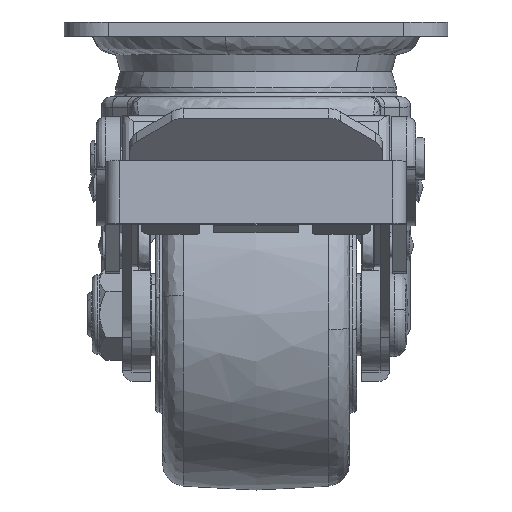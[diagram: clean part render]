
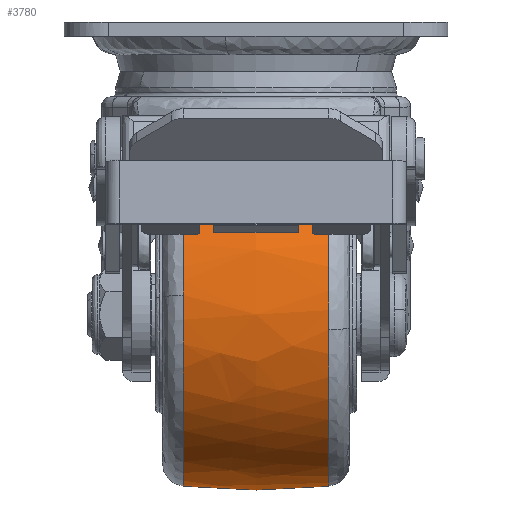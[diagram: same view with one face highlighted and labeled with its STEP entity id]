
A CAD part, left-side view. The second image highlights one B-rep face of the part: STEP entity #3780.
In plain terms, the highlighted free-form (B-spline) face has degree [2, 2] with [3, 7] control points.
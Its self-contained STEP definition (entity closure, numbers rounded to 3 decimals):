
#3488=CARTESIAN_POINT('',(-36.461,15.517,4.141));
#3489=VERTEX_POINT('',#3488);
#3502=CARTESIAN_POINT('',(0.0,15.517,36.695));
#3503=VERTEX_POINT('',#3502);
#3504=CARTESIAN_POINT('',(0.0,15.517,36.695));
#3505=CARTESIAN_POINT('',(-2.02,15.517,36.695));
#3506=CARTESIAN_POINT('',(-5.084,15.517,36.442));
#3507=CARTESIAN_POINT('',(-9.723,15.517,35.463));
#3508=CARTESIAN_POINT('',(-14.098,15.517,34.019));
#3509=CARTESIAN_POINT('',(-18.908,15.517,31.611));
#3510=CARTESIAN_POINT('',(-23.244,15.517,28.549));
#3511=CARTESIAN_POINT('',(-27.261,15.517,24.773));
#3512=CARTESIAN_POINT('',(-30.887,15.517,20.154));
#3513=CARTESIAN_POINT('',(-33.528,15.517,15.223));
#3514=CARTESIAN_POINT('',(-35.486,15.517,9.849));
#3515=CARTESIAN_POINT('',(-36.209,15.517,6.356));
#3516=CARTESIAN_POINT('',(-36.461,15.517,4.141));
#3517=B_SPLINE_CURVE_WITH_KNOTS('',3,(#3504,#3505,#3506,#3507,#3508,#3509,#3510,#3511,#3512,#3513,#3514,#3515,#3516),.UNSPECIFIED.,.F.,.U.,(4,1,1,1,1,1,1,1,1,1,4),(0.,6.059,9.194,14.208,19.85,25.283,30.088,36.357,42.834,46.804,53.491),.UNSPECIFIED.);
#3518=EDGE_CURVE('',#3503,#3489,#3517,.T.);
#3584=CARTESIAN_POINT('',(0.0,15.517,-36.695));
#3585=VERTEX_POINT('',#3584);
#3602=CARTESIAN_POINT('',(-36.461,15.517,4.141));
#3603=CARTESIAN_POINT('',(-36.715,15.517,1.903));
#3604=CARTESIAN_POINT('',(-36.788,15.517,-1.571));
#3605=CARTESIAN_POINT('',(-36.188,15.517,-6.529));
#3606=CARTESIAN_POINT('',(-34.982,15.517,-11.628));
#3607=CARTESIAN_POINT('',(-32.795,15.517,-16.85));
#3608=CARTESIAN_POINT('',(-29.905,15.517,-21.414));
#3609=CARTESIAN_POINT('',(-26.601,15.517,-25.477));
#3610=CARTESIAN_POINT('',(-22.065,15.517,-29.619));
#3611=CARTESIAN_POINT('',(-16.178,15.517,-33.169));
#3612=CARTESIAN_POINT('',(-10.886,15.517,-35.152));
#3613=CARTESIAN_POINT('',(-5.632,15.517,-36.383));
#3614=CARTESIAN_POINT('',(-2.253,15.517,-36.695));
#3615=CARTESIAN_POINT('',(0.0,15.517,-36.695));
#3616=B_SPLINE_CURVE_WITH_KNOTS('',3,(#3602,#3603,#3604,#3605,#3606,#3607,#3608,#3609,#3610,#3611,#3612,#3613,#3614,#3615),.UNSPECIFIED.,.F.,.U.,(4,1,1,1,1,1,1,1,1,1,1,4),(0.,6.758,10.379,14.965,22.448,27.275,31.137,38.137,45.619,51.653,55.033,61.791),.UNSPECIFIED.);
#3617=EDGE_CURVE('',#3489,#3585,#3616,.T.);
#3653=CARTESIAN_POINT('',(0.0,-15.517,-36.695));
#3654=VERTEX_POINT('',#3653);
#3655=CARTESIAN_POINT('',(0.0,-15.517,-36.695));
#3656=CARTESIAN_POINT('',(0.0,-10.847,-37.181));
#3657=CARTESIAN_POINT('',(0.0,-0.488,-37.769));
#3658=CARTESIAN_POINT('',(0.0,9.88,-37.282));
#3659=CARTESIAN_POINT('',(0.0,15.517,-36.695));
#3660=B_SPLINE_CURVE_WITH_KNOTS('',3,(#3655,#3656,#3657,#3658,#3659),.UNSPECIFIED.,.F.,.U.,(4,1,4),(0.,14.088,31.09),.UNSPECIFIED.);
#3661=EDGE_CURVE('',#3654,#3585,#3660,.T.);
#3665=CARTESIAN_POINT('',(0.0,-15.517,36.695));
#3666=VERTEX_POINT('',#3665);
#3667=CARTESIAN_POINT('',(0.0,-15.517,36.695));
#3668=CARTESIAN_POINT('',(0.0,-5.209,37.768));
#3669=CARTESIAN_POINT('',(0.0,5.209,37.768));
#3670=CARTESIAN_POINT('',(0.0,15.517,36.695));
#3671=B_SPLINE_CURVE_WITH_KNOTS('',3,(#3667,#3668,#3669,#3670),.UNSPECIFIED.,.F.,.U.,(4,4),(0.,31.09),.UNSPECIFIED.);
#3672=EDGE_CURVE('',#3666,#3503,#3671,.T.);
#3710=CARTESIAN_POINT('',(1.021,-17.058,36.527));
#3711=CARTESIAN_POINT('',(1.076,0.,38.479));
#3712=CARTESIAN_POINT('',(1.021,17.058,36.527));
#3713=CARTESIAN_POINT('',(0.514,-17.058,36.527));
#3714=CARTESIAN_POINT('',(0.541,0.,38.479));
#3715=CARTESIAN_POINT('',(0.514,17.058,36.527));
#3716=CARTESIAN_POINT('',(-36.527,-17.058,36.527));
#3717=CARTESIAN_POINT('',(-38.479,0.,38.479));
#3718=CARTESIAN_POINT('',(-36.527,17.058,36.527));
#3719=CARTESIAN_POINT('',(-36.527,-17.058,0.));
#3720=CARTESIAN_POINT('',(-38.479,0.,0.));
#3721=CARTESIAN_POINT('',(-36.527,17.058,0.));
#3722=CARTESIAN_POINT('',(-36.527,-17.058,-36.527));
#3723=CARTESIAN_POINT('',(-38.479,0.,-38.479));
#3724=CARTESIAN_POINT('',(-36.527,17.058,-36.527));
#3725=CARTESIAN_POINT('',(0.514,-17.058,-36.527));
#3726=CARTESIAN_POINT('',(0.541,0.,-38.479));
#3727=CARTESIAN_POINT('',(0.514,17.058,-36.527));
#3728=CARTESIAN_POINT('',(1.021,-17.058,-36.527));
#3729=CARTESIAN_POINT('',(1.076,0.,-38.479));
#3730=CARTESIAN_POINT('',(1.021,17.058,-36.527));
#3738=(BOUNDED_SURFACE()B_SPLINE_SURFACE(2,2,((#3710,#3713,#3716,#3719,#3722,#3725,#3728),(#3711,#3714,#3717,#3720,#3723,#3726,#3729),(#3712,#3715,#3718,#3721,#3724,#3727,#3730)),.UNSPECIFIED.,.F.,.F.,.U.)B_SPLINE_SURFACE_WITH_KNOTS((3,3),(3,1,2,1,3),(0.0,34.227),(0.0,1.243,63.375,125.507,126.749),.UNSPECIFIED.)GEOMETRIC_REPRESENTATION_ITEM()RATIONAL_B_SPLINE_SURFACE(((0.888,0.883,0.621,0.878,0.621,0.883,0.888),(0.882,0.877,0.617,0.872,0.617,0.877,0.882),(0.888,0.883,0.621,0.878,0.621,0.883,0.888)))REPRESENTATION_ITEM('')SURFACE());
#3739=ORIENTED_EDGE('',*,*,#3661,.F.);
#3740=CARTESIAN_POINT('',(-36.553,-15.517,-3.224));
#3741=VERTEX_POINT('',#3740);
#3742=CARTESIAN_POINT('',(-36.553,-15.517,-3.224));
#3743=CARTESIAN_POINT('',(-36.317,-15.517,-5.906));
#3744=CARTESIAN_POINT('',(-35.433,-15.517,-10.308));
#3745=CARTESIAN_POINT('',(-32.98,-15.517,-16.442));
#3746=CARTESIAN_POINT('',(-29.837,-15.517,-21.689));
#3747=CARTESIAN_POINT('',(-25.726,-15.517,-26.41));
#3748=CARTESIAN_POINT('',(-21.328,-15.517,-30.013));
#3749=CARTESIAN_POINT('',(-16.712,-15.517,-32.808));
#3750=CARTESIAN_POINT('',(-12.331,-15.517,-34.673));
#3751=CARTESIAN_POINT('',(-6.66,-15.517,-36.256));
#3752=CARTESIAN_POINT('',(-2.692,-15.517,-36.696));
#3753=CARTESIAN_POINT('',(0.0,-15.517,-36.695));
#3754=B_SPLINE_CURVE_WITH_KNOTS('',3,(#3742,#3743,#3744,#3745,#3746,#3747,#3748,#3749,#3750,#3751,#3752,#3753),.UNSPECIFIED.,.F.,.U.,(4,1,1,1,1,1,1,1,1,4),(0.,8.077,13.391,19.767,26.356,32.095,36.771,42.51,46.336,54.413),.UNSPECIFIED.);
#3755=EDGE_CURVE('',#3741,#3654,#3754,.T.);
#3756=ORIENTED_EDGE('',*,*,#3755,.F.);
#3757=CARTESIAN_POINT('',(0.0,-15.517,36.695));
#3758=CARTESIAN_POINT('',(-1.585,-15.517,36.695));
#3759=CARTESIAN_POINT('',(-4.914,-15.517,36.479));
#3760=CARTESIAN_POINT('',(-9.274,-15.517,35.591));
#3761=CARTESIAN_POINT('',(-13.721,-15.517,34.13));
#3762=CARTESIAN_POINT('',(-17.897,-15.517,32.178));
#3763=CARTESIAN_POINT('',(-22.748,-15.517,29.));
#3764=CARTESIAN_POINT('',(-27.149,-15.517,24.966));
#3765=CARTESIAN_POINT('',(-30.874,-15.517,20.106));
#3766=CARTESIAN_POINT('',(-33.419,-15.517,15.429));
#3767=CARTESIAN_POINT('',(-35.192,-15.517,10.751));
#3768=CARTESIAN_POINT('',(-36.182,-15.517,6.577));
#3769=CARTESIAN_POINT('',(-36.749,-15.517,1.851));
#3770=CARTESIAN_POINT('',(-36.728,-15.517,-1.25));
#3771=CARTESIAN_POINT('',(-36.553,-15.517,-3.224));
#3772=B_SPLINE_CURVE_WITH_KNOTS('',3,(#3757,#3758,#3759,#3760,#3761,#3762,#3763,#3764,#3765,#3766,#3767,#3768,#3769,#3770,#3771),.UNSPECIFIED.,.F.,.U.,(4,1,1,1,1,1,1,1,1,1,1,1,4),(0.,4.755,9.986,13.315,18.784,23.777,30.672,36.616,42.085,46.603,51.596,54.925,60.869),.UNSPECIFIED.);
#3773=EDGE_CURVE('',#3666,#3741,#3772,.T.);
#3774=ORIENTED_EDGE('',*,*,#3773,.F.);
#3775=ORIENTED_EDGE('',*,*,#3672,.T.);
#3776=ORIENTED_EDGE('',*,*,#3518,.T.);
#3777=ORIENTED_EDGE('',*,*,#3617,.T.);
#3778=EDGE_LOOP('',(#3739,#3756,#3774,#3775,#3776,#3777));
#3779=FACE_OUTER_BOUND('',#3778,.T.);
#3780=ADVANCED_FACE('',(#3779),#3738,.T.);
